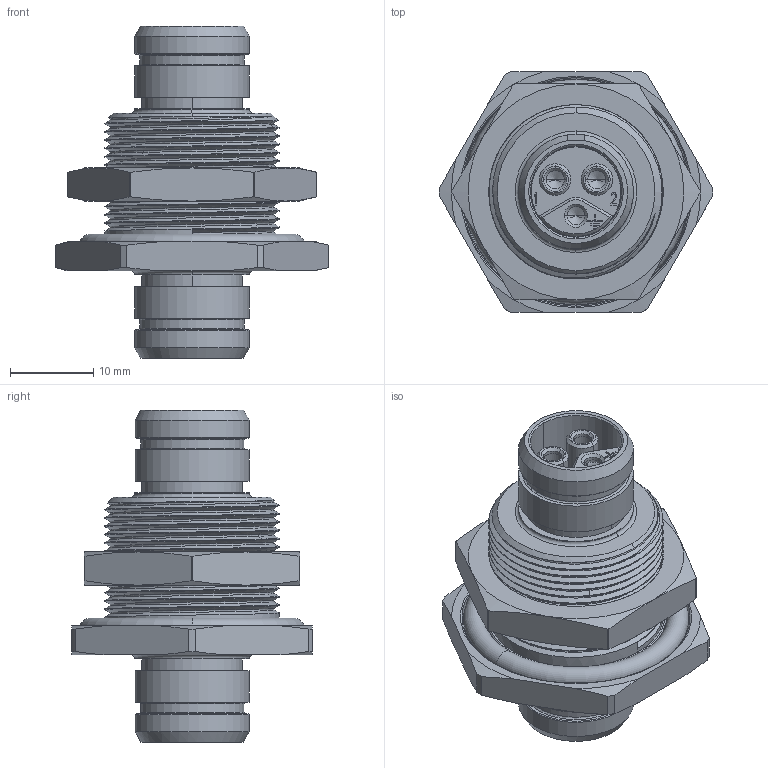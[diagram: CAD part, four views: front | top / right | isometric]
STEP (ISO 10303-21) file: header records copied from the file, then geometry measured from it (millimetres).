
FILE_DESCRIPTION((''),'2;1');
FILE_NAME('1331EE103MF','2018-03-20T11:25:58',('cgregory'),('NET AG system integration'),'CREO PARAMETRIC BY PTC INC, 2017260','CREO PARAMETRIC BY PTC INC, 2017260','');
FILE_SCHEMA(('AUTOMOTIVE_DESIGN { 1 0 10303 214 1 1 1 1 }'));
Length unit declared in the file: millimetre
Products named in the file (1): 1331EE103MF
Bounding box: 33 x 29 x 40 mm (x, y, z)
Volume: 9534 mm3; surface area: 13078.3 mm2
Topology: 2 solids, 2 shells, 648 faces, 1619 edges, 1023 vertices
Faces by surface type: plane 290, cylinder 174, cone 96, torus 59, bspline 23, sphere 6
Entity records: 33267 total; most frequent: CARTESIAN_POINT 12992, DIRECTION 3223, ORIENTED_EDGE 3214, EDGE_CURVE 1607, AXIS2_PLACEMENT_3D 1195, VERTEX_POINT 1023, VECTOR 830, LINE 830
